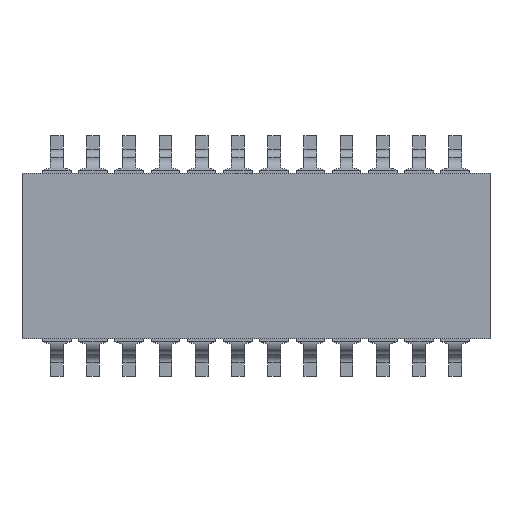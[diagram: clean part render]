
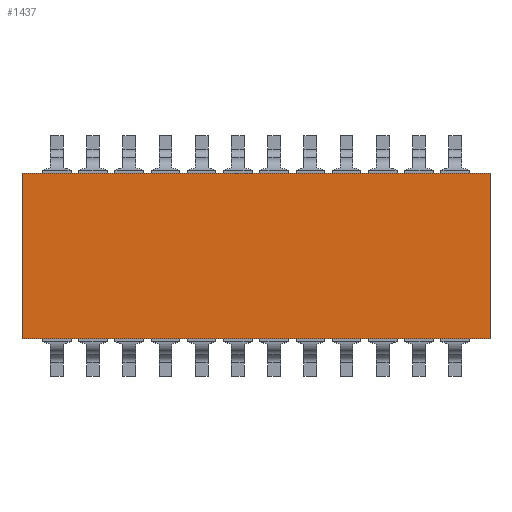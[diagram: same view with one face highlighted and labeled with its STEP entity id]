
A CAD part, top view. The second image highlights one B-rep face of the part: STEP entity #1437.
In plain terms, the highlighted planar face has unit normal (0, 0, 1).
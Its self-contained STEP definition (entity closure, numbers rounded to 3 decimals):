
#1437 = ADVANCED_FACE( '', ( #3141 ), #3142, .T. );
#3141 = FACE_OUTER_BOUND( '', #5371, .T. );
#3142 = PLANE( '', #5372 );
#5371 = EDGE_LOOP( '', ( #8206, #8207, #8208, #8209 ) );
#5372 = AXIS2_PLACEMENT_3D( '', #8210, #8211, #8212 );
#8206 = ORIENTED_EDGE( '', *, *, #15187, .T. );
#8207 = ORIENTED_EDGE( '', *, *, #15188, .T. );
#8208 = ORIENTED_EDGE( '', *, *, #14838, .T. );
#8209 = ORIENTED_EDGE( '', *, *, #15189, .T. );
#8210 = CARTESIAN_POINT( '', ( 0., 0., 0.05 ) );
#8211 = DIRECTION( '', ( 0., 0., 1. ) );
#8212 = DIRECTION( '', ( 1., 0., 0. ) );
#14838 = EDGE_CURVE( '', #17627, #17625, #17628, .T. );
#15187 = EDGE_CURVE( '', #18243, #18244, #18245, .T. );
#15188 = EDGE_CURVE( '', #18244, #17627, #18246, .T. );
#15189 = EDGE_CURVE( '', #17625, #18243, #18247, .T. );
#17625 = VERTEX_POINT( '', #21714 );
#17627 = VERTEX_POINT( '', #21717 );
#17628 = LINE( '', #21718, #21719 );
#18243 = VERTEX_POINT( '', #22877 );
#18244 = VERTEX_POINT( '', #22878 );
#18245 = LINE( '', #22879, #22880 );
#18246 = LINE( '', #22881, #22882 );
#18247 = LINE( '', #22883, #22884 );
#21714 = CARTESIAN_POINT( '', ( 8.205, 2.9, 0.05 ) );
#21717 = CARTESIAN_POINT( '', ( 8.205, -2.9, 0.05 ) );
#21718 = CARTESIAN_POINT( '', ( 8.205, -2.9, 0.05 ) );
#21719 = VECTOR( '', #28572, 1000. );
#22877 = CARTESIAN_POINT( '', ( -8.205, 2.9, 0.05 ) );
#22878 = CARTESIAN_POINT( '', ( -8.205, -2.9, 0.05 ) );
#22879 = CARTESIAN_POINT( '', ( -8.205, 2.9, 0.05 ) );
#22880 = VECTOR( '', #28865, 1000. );
#22881 = CARTESIAN_POINT( '', ( -8.205, -2.9, 0.05 ) );
#22882 = VECTOR( '', #28866, 1000. );
#22883 = CARTESIAN_POINT( '', ( 8.205, 2.9, 0.05 ) );
#22884 = VECTOR( '', #28867, 1000. );
#28572 = DIRECTION( '', ( 0., 1., 0. ) );
#28865 = DIRECTION( '', ( 0., -1., 0. ) );
#28866 = DIRECTION( '', ( 1., 0., 0. ) );
#28867 = DIRECTION( '', ( -1., 0., 0. ) );
